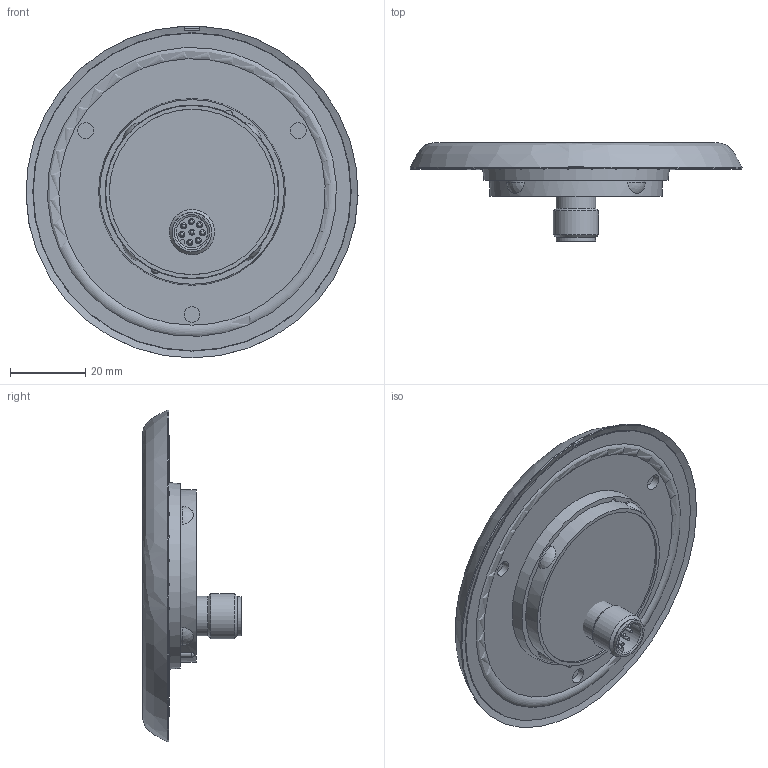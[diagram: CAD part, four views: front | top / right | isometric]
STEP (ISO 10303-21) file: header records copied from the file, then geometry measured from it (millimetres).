
FILE_DESCRIPTION (( 'STEP AP203' ), '1' );
FILE_NAME ('CAP004356-00.STEP', '2025-03-26T15:55:02', ( '' ), ( '' ), 'SwSTEP 2.0', 'SolidWorks 2024', '' );
FILE_SCHEMA (( 'CONFIG_CONTROL_DESIGN' ));
Length unit declared in the file: millimetre
Products named in the file (1): CAP004356-00
Bounding box: 87.98 x 26.03 x 87.95 mm (x, y, z)
Volume: 49689.8 mm3; surface area: 19274.6 mm2
Topology: 3 solids, 8 shells, 363 faces, 931 edges, 618 vertices
Faces by surface type: plane 199, cylinder 71, cone 41, bspline 26, sphere 16, torus 10
Full cylindrical faces by diameter (mm): 0.7 x8, 0.8 x8, 1 x8, 4.195 x6, 8 x1, 8.3 x1, 9.4 x3, 9.5 x1, 10.4 x1, 10.5 x1, 11.3 x1, 12 x1, 45.8 x1, 50.6 x1, 76.8 x1
Entity records: 12187 total; most frequent: CARTESIAN_POINT 4379, DIRECTION 1529, ORIENTED_EDGE 1460, EDGE_CURVE 730, AXIS2_PLACEMENT_3D 549, VERTEX_POINT 526, EDGE_LOOP 518, VECTOR 431
